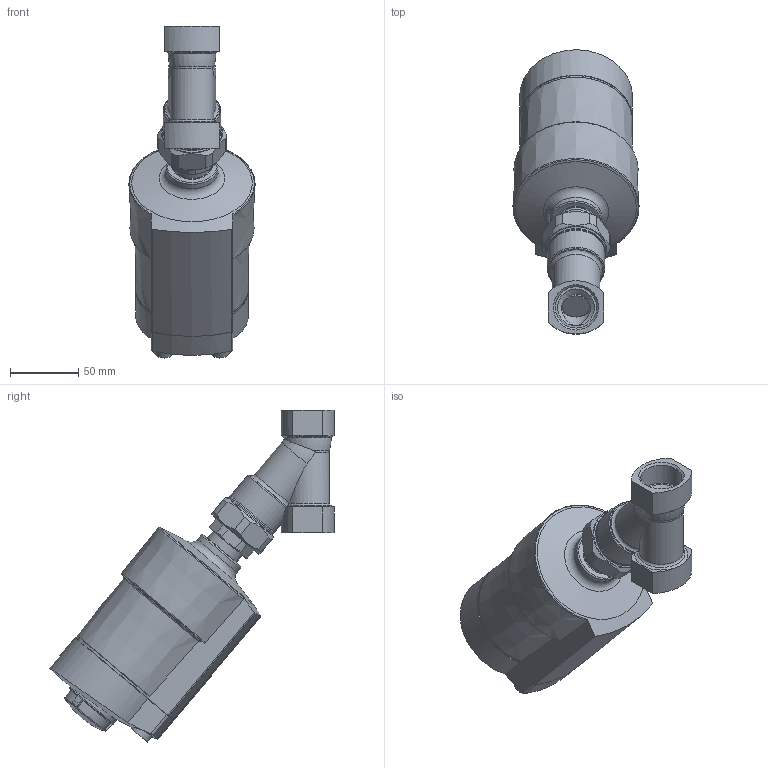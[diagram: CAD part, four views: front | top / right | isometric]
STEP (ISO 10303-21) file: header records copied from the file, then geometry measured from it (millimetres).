
FILE_DESCRIPTION(/* description */ ('STEP AP214'),/* implementation_level */ '2;1');
FILE_NAME(/* name */ '8111585_VZXA-A-TS6-25-M6-B1T-16-K-75-20-PR-PM',/* time_stamp */ '2024-09-18T11:20:43+02:00',/* author */ ('License CC BY-ND 4.0'),/* organization */ ('CADENAS'),/* preprocessor_version */ 'ST-DEVELOPER v19.3',/* originating_system */ 'PARTsolutions',/* authorisation */ ' ');
FILE_SCHEMA (('AUTOMOTIVE_DESIGN {1 0 10303 214 3 1 1}'));
Length unit declared in the file: millimetre
Products named in the file (6): 8111585 VZXA-A-TS6-25-M6-B1T-16-K-75-20-PR-PM---(0); 3539411 VZZA---T-S6-25-M2-B1-T; 8101238 DFPK-75-20-PR-PM_housing---(0); 3539412 DFPK-75---(-_PMcap); 2284889 DFPK---(cover); 3465682 DFP_ec
Assembly tree (5 placements, depth 2):
  8111585 VZXA-A-TS6-25-M6-B1T-16-K-75-20-PR-PM---(0)
    3539411 VZZA---T-S6-25-M2-B1-T
    8101238 DFPK-75-20-PR-PM_housing---(0)
    3539412 DFPK-75---(-_PMcap)
    2284889 DFPK---(cover)
    3465682 DFP_ec
Bounding box: 92.51 x 208.66 x 243.49 mm (x, y, z)
Volume: 967048.3 mm3; surface area: 133741.9 mm2
Topology: 5 solids, 5 shells, 466 faces, 1130 edges, 724 vertices
Faces by surface type: plane 169, cylinder 124, torus 84, cone 81, sphere 8
Full cylindrical faces by diameter (mm): 3 x2, 4 x2, 5.8 x2, 6 x2, 8.2 x1, 8.376 x1, 8.566 x2, 10 x3, 11 x1, 15 x2, 16 x2, 16.2 x1, 18.2 x1, 20 x1, 22 x1, 24 x1, 27 x1, 28 x2, 28.5 x2, 30.291 x2, 32 x1, 33.1 x1, 33.376 x1, 36 x1, 36.2 x1, 37 x1, 37.8 x1, 37.835 x1, 38 x2, 39.4 x2
Entity records: 14567 total; most frequent: CARTESIAN_POINT 3092, DIRECTION 2111, ORIENTED_EDGE 1844, AXIS2_PLACEMENT_3D 934, EDGE_CURVE 922, FACE_BOUND 688, EDGE_LOOP 685, VERTEX_POINT 682
